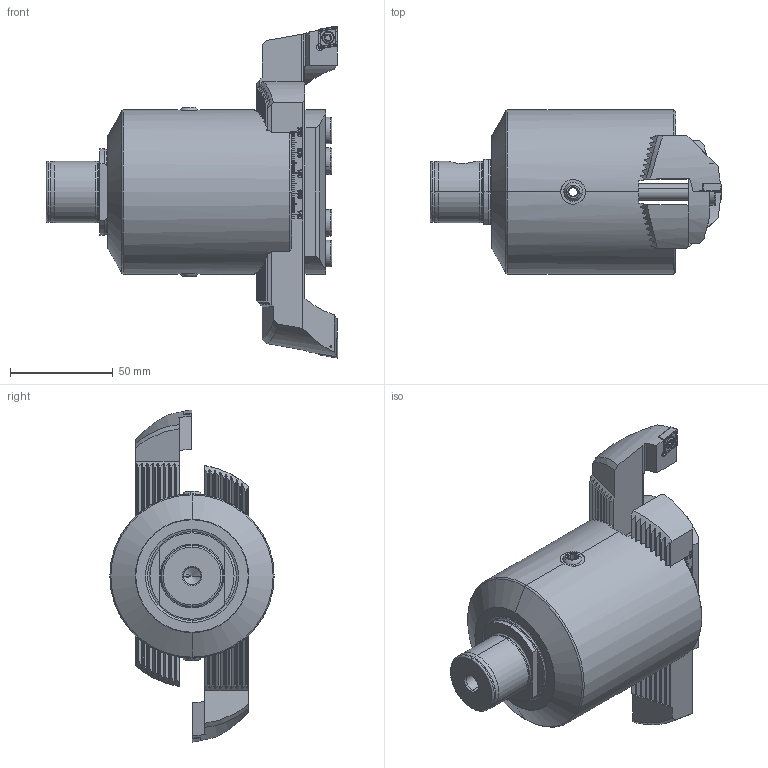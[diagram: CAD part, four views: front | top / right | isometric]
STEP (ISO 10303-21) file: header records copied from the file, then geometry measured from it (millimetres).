
FILE_DESCRIPTION (( 'STEP AP203' ), '1' );
FILE_NAME ('146.550.000.STEP', '2018-03-05T15:50:43', ( 'SWIAdmin' ), ( 'Hewlett-Packard Company' ), 'SwSTEP 2.0', 'SolidWorks 2017', '' );
FILE_SCHEMA (( 'CONFIG_CONTROL_DESIGN' ));
Length unit declared in the file: millimetre
Products named in the file (11): WCB-ER2.001.009_A; CCMT09T304; MB5-Z00.K21.112_C; F00-WCB.136.001; KU1-U12.001.010_1; 146.550.000; KU1-U12.001.010_2; KU1-U12.001.010; F00-ER1.101.045_A; F00-WCB.136.002_A; F00-WCB.136.001_C
Assembly tree (15 placements, depth 3):
  146.550.000
    MB5-Z00.K21.112_C
    KU1-U12.001.010  x2
      KU1-U12.001.010_1
      KU1-U12.001.010_2
    F00-ER1.101.045_A  x4
    F00-WCB.136.002_A
    F00-WCB.136.001  x2
      F00-WCB.136.001_C
      WCB-ER2.001.009_A
      CCMT09T304
Bounding box: 142.03 x 80 x 161.65 mm (x, y, z)
Volume: 547757.5 mm3; surface area: 88180.1 mm2
Topology: 16 solids, 16 shells, 1533 faces, 3885 edges, 2494 vertices
Faces by surface type: plane 868, bspline 304, cylinder 169, cone 128, torus 52, sphere 12
Entity records: 36356 total; most frequent: CARTESIAN_POINT 15531, ORIENTED_EDGE 4412, DIRECTION 3365, EDGE_CURVE 2206, VERTEX_POINT 1433, VECTOR 1303, LINE 1303, AXIS2_PLACEMENT_3D 1031
